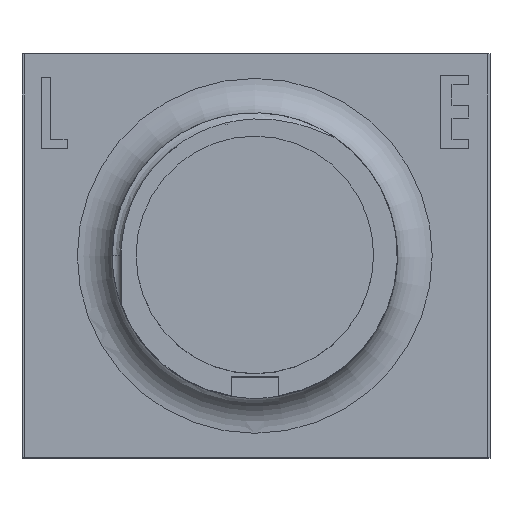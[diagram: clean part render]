
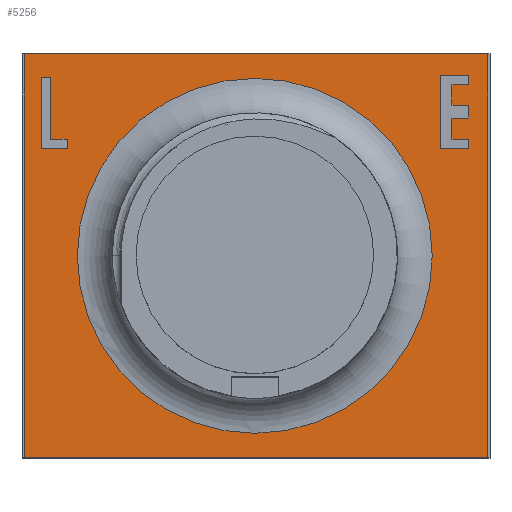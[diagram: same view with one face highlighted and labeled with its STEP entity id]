
A CAD part, top view. The second image highlights one B-rep face of the part: STEP entity #5256.
In plain terms, the highlighted planar face has unit normal (0, 0, 1).
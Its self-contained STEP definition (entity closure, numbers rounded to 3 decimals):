
#37=FACE_BOUND('',#523,.T.);
#38=FACE_BOUND('',#524,.T.);
#39=FACE_BOUND('',#525,.T.);
#148=CIRCLE('',#5574,7.47);
#227=FACE_OUTER_BOUND('',#522,.T.);
#522=EDGE_LOOP('',(#3737,#3738,#3739,#3740));
#523=EDGE_LOOP('',(#3741,#3742,#3743,#3744,#3745,#3746));
#524=EDGE_LOOP('',(#3747,#3748,#3749,#3750,#3751,#3752,#3753,#3754,#3755,
#3756,#3757,#3758));
#525=EDGE_LOOP('',(#3759));
#781=LINE('',#7115,#1457);
#840=LINE('',#10338,#1516);
#846=LINE('',#10349,#1522);
#847=LINE('',#10352,#1523);
#864=LINE('',#10386,#1540);
#865=LINE('',#10389,#1541);
#867=LINE('',#10393,#1543);
#869=LINE('',#10397,#1545);
#872=LINE('',#10403,#1548);
#875=LINE('',#10408,#1551);
#877=LINE('',#10413,#1553);
#879=LINE('',#10417,#1555);
#881=LINE('',#10421,#1557);
#883=LINE('',#10425,#1559);
#885=LINE('',#10429,#1561);
#887=LINE('',#10433,#1563);
#889=LINE('',#10437,#1565);
#891=LINE('',#10441,#1567);
#893=LINE('',#10444,#1569);
#898=LINE('',#10580,#1574);
#904=LINE('',#10589,#1580);
#909=LINE('',#10603,#1585);
#1457=VECTOR('',#5828,10.);
#1516=VECTOR('',#5955,10.);
#1522=VECTOR('',#5963,10.);
#1523=VECTOR('',#5966,10.);
#1540=VECTOR('',#5987,10.);
#1541=VECTOR('',#5990,10.);
#1543=VECTOR('',#5994,10.);
#1545=VECTOR('',#5998,10.);
#1548=VECTOR('',#6003,10.);
#1551=VECTOR('',#6008,10.);
#1553=VECTOR('',#6014,10.);
#1555=VECTOR('',#6018,10.);
#1557=VECTOR('',#6022,10.);
#1559=VECTOR('',#6026,10.);
#1561=VECTOR('',#6030,10.);
#1563=VECTOR('',#6034,10.);
#1565=VECTOR('',#6038,10.);
#1567=VECTOR('',#6042,10.);
#1569=VECTOR('',#6046,10.);
#1574=VECTOR('',#6085,10.);
#1580=VECTOR('',#6093,10.);
#1585=VECTOR('',#6114,10.);
#2131=VERTEX_POINT('',#7112);
#2132=VERTEX_POINT('',#7114);
#2205=VERTEX_POINT('',#10336);
#2206=VERTEX_POINT('',#10337);
#2210=VERTEX_POINT('',#10346);
#2211=VERTEX_POINT('',#10351);
#2225=VERTEX_POINT('',#10382);
#2226=VERTEX_POINT('',#10384);
#2227=VERTEX_POINT('',#10388);
#2228=VERTEX_POINT('',#10392);
#2229=VERTEX_POINT('',#10396);
#2231=VERTEX_POINT('',#10402);
#2233=VERTEX_POINT('',#10412);
#2234=VERTEX_POINT('',#10416);
#2235=VERTEX_POINT('',#10420);
#2236=VERTEX_POINT('',#10424);
#2237=VERTEX_POINT('',#10428);
#2238=VERTEX_POINT('',#10432);
#2239=VERTEX_POINT('',#10436);
#2240=VERTEX_POINT('',#10440);
#2247=VERTEX_POINT('',#10573);
#2248=VERTEX_POINT('',#10577);
#2249=VERTEX_POINT('',#10579);
#2624=EDGE_CURVE('',#2131,#2132,#781,.T.);
#2736=EDGE_CURVE('',#2205,#2206,#840,.T.);
#2742=EDGE_CURVE('',#2210,#2205,#846,.T.);
#2743=EDGE_CURVE('',#2211,#2210,#847,.T.);
#2760=EDGE_CURVE('',#2225,#2226,#864,.T.);
#2761=EDGE_CURVE('',#2227,#2225,#865,.T.);
#2763=EDGE_CURVE('',#2228,#2227,#867,.T.);
#2765=EDGE_CURVE('',#2206,#2229,#869,.T.);
#2768=EDGE_CURVE('',#2231,#2211,#872,.T.);
#2771=EDGE_CURVE('',#2229,#2231,#875,.T.);
#2773=EDGE_CURVE('',#2233,#2228,#877,.T.);
#2775=EDGE_CURVE('',#2234,#2233,#879,.T.);
#2777=EDGE_CURVE('',#2235,#2234,#881,.T.);
#2779=EDGE_CURVE('',#2236,#2235,#883,.T.);
#2781=EDGE_CURVE('',#2237,#2236,#885,.T.);
#2783=EDGE_CURVE('',#2238,#2237,#887,.T.);
#2785=EDGE_CURVE('',#2239,#2238,#889,.T.);
#2787=EDGE_CURVE('',#2240,#2239,#891,.T.);
#2789=EDGE_CURVE('',#2226,#2240,#893,.T.);
#2799=EDGE_CURVE('',#2247,#2247,#148,.T.);
#2802=EDGE_CURVE('',#2249,#2248,#898,.T.);
#2808=EDGE_CURVE('',#2248,#2132,#904,.T.);
#2813=EDGE_CURVE('',#2131,#2249,#909,.T.);
#3737=ORIENTED_EDGE('',*,*,#2624,.F.);
#3738=ORIENTED_EDGE('',*,*,#2813,.T.);
#3739=ORIENTED_EDGE('',*,*,#2802,.T.);
#3740=ORIENTED_EDGE('',*,*,#2808,.T.);
#3741=ORIENTED_EDGE('',*,*,#2742,.T.);
#3742=ORIENTED_EDGE('',*,*,#2736,.T.);
#3743=ORIENTED_EDGE('',*,*,#2765,.T.);
#3744=ORIENTED_EDGE('',*,*,#2771,.T.);
#3745=ORIENTED_EDGE('',*,*,#2768,.T.);
#3746=ORIENTED_EDGE('',*,*,#2743,.T.);
#3747=ORIENTED_EDGE('',*,*,#2760,.T.);
#3748=ORIENTED_EDGE('',*,*,#2789,.T.);
#3749=ORIENTED_EDGE('',*,*,#2787,.T.);
#3750=ORIENTED_EDGE('',*,*,#2785,.T.);
#3751=ORIENTED_EDGE('',*,*,#2783,.T.);
#3752=ORIENTED_EDGE('',*,*,#2781,.T.);
#3753=ORIENTED_EDGE('',*,*,#2779,.T.);
#3754=ORIENTED_EDGE('',*,*,#2777,.T.);
#3755=ORIENTED_EDGE('',*,*,#2775,.T.);
#3756=ORIENTED_EDGE('',*,*,#2773,.T.);
#3757=ORIENTED_EDGE('',*,*,#2763,.T.);
#3758=ORIENTED_EDGE('',*,*,#2761,.T.);
#3759=ORIENTED_EDGE('',*,*,#2799,.F.);
#4865=PLANE('',#5586);
#5256=ADVANCED_FACE('',(#227,#37,#38,#39),#4865,.T.);
#5574=AXIS2_PLACEMENT_3D('',#10574,#6078,#6079);
#5586=AXIS2_PLACEMENT_3D('',#10604,#6115,#6116);
#5828=DIRECTION('',(0.,1.,0.));
#5955=DIRECTION('',(0.,-1.,0.));
#5963=DIRECTION('',(1.,0.,0.));
#5966=DIRECTION('',(0.,-1.,0.));
#5987=DIRECTION('',(1.,0.,0.));
#5990=DIRECTION('',(0.,1.,0.));
#5994=DIRECTION('',(-1.,0.,0.));
#5998=DIRECTION('',(-1.,0.,0.));
#6003=DIRECTION('',(1.,0.,0.));
#6008=DIRECTION('',(0.,1.,0.));
#6014=DIRECTION('',(0.,-1.,0.));
#6018=DIRECTION('',(1.,0.,0.));
#6022=DIRECTION('',(0.,-1.,0.));
#6026=DIRECTION('',(-1.,0.,0.));
#6030=DIRECTION('',(0.,-1.,0.));
#6034=DIRECTION('',(1.,0.,0.));
#6038=DIRECTION('',(0.,-1.,0.));
#6042=DIRECTION('',(-1.,0.,0.));
#6046=DIRECTION('',(0.,-1.,0.));
#6078=DIRECTION('center_axis',(0.,0.,1.));
#6079=DIRECTION('ref_axis',(1.,0.,0.));
#6085=DIRECTION('',(0.,1.,0.));
#6093=DIRECTION('',(-1.,0.,0.));
#6114=DIRECTION('',(1.,0.,0.));
#6115=DIRECTION('center_axis',(0.,0.,1.));
#6116=DIRECTION('ref_axis',(1.,0.,0.));
#7112=CARTESIAN_POINT('',(-9.7,-8.5,15.5));
#7114=CARTESIAN_POINT('',(-9.7,8.5,15.5));
#7115=CARTESIAN_POINT('',(-9.7,0.,15.5));
#10336=CARTESIAN_POINT('',(-7.9,4.9,15.5));
#10337=CARTESIAN_POINT('',(-7.9,4.5,15.5));
#10338=CARTESIAN_POINT('',(-7.9,2.35,15.5));
#10346=CARTESIAN_POINT('',(-8.6,4.9,15.5));
#10349=CARTESIAN_POINT('',(-4.05,4.9,15.5));
#10351=CARTESIAN_POINT('',(-8.6,7.5,15.5));
#10352=CARTESIAN_POINT('',(-8.6,3.75,15.5));
#10382=CARTESIAN_POINT('',(7.8,7.6,15.5));
#10384=CARTESIAN_POINT('',(9.,7.6,15.5));
#10386=CARTESIAN_POINT('',(3.75,7.6,15.5));
#10388=CARTESIAN_POINT('',(7.8,4.5,15.5));
#10389=CARTESIAN_POINT('',(7.8,7.5,15.5));
#10392=CARTESIAN_POINT('',(9.,4.5,15.5));
#10393=CARTESIAN_POINT('',(4.5,4.5,15.5));
#10396=CARTESIAN_POINT('',(-9.,4.5,15.5));
#10397=CARTESIAN_POINT('',(-4.05,4.5,15.5));
#10402=CARTESIAN_POINT('',(-9.,7.5,15.5));
#10403=CARTESIAN_POINT('',(-4.4,7.5,15.5));
#10408=CARTESIAN_POINT('',(-9.,2.25,15.5));
#10412=CARTESIAN_POINT('',(9.,4.9,15.5));
#10413=CARTESIAN_POINT('',(9.,2.45,15.5));
#10416=CARTESIAN_POINT('',(8.3,4.9,15.5));
#10417=CARTESIAN_POINT('',(4.15,4.9,15.5));
#10420=CARTESIAN_POINT('',(8.3,5.8,15.5));
#10421=CARTESIAN_POINT('',(8.3,2.9,15.5));
#10424=CARTESIAN_POINT('',(9.,5.8,15.5));
#10425=CARTESIAN_POINT('',(4.5,5.8,15.5));
#10428=CARTESIAN_POINT('',(9.,6.346,15.5));
#10429=CARTESIAN_POINT('',(9.,3.173,15.5));
#10432=CARTESIAN_POINT('',(8.3,6.346,15.5));
#10433=CARTESIAN_POINT('',(4.15,6.346,15.5));
#10436=CARTESIAN_POINT('',(8.3,7.2,15.5));
#10437=CARTESIAN_POINT('',(8.3,3.6,15.5));
#10440=CARTESIAN_POINT('',(9.,7.2,15.5));
#10441=CARTESIAN_POINT('',(4.5,7.2,15.5));
#10444=CARTESIAN_POINT('',(9.,3.8,15.5));
#10573=CARTESIAN_POINT('',(-7.47,0.,15.5));
#10574=CARTESIAN_POINT('Origin',(0.,0.,15.5));
#10577=CARTESIAN_POINT('',(9.8,8.5,15.5));
#10579=CARTESIAN_POINT('',(9.8,-8.5,15.5));
#10580=CARTESIAN_POINT('',(9.8,8.5,15.5));
#10589=CARTESIAN_POINT('',(-9.8,8.5,15.5));
#10603=CARTESIAN_POINT('',(9.8,-8.5,15.5));
#10604=CARTESIAN_POINT('Origin',(0.,0.,15.5));
